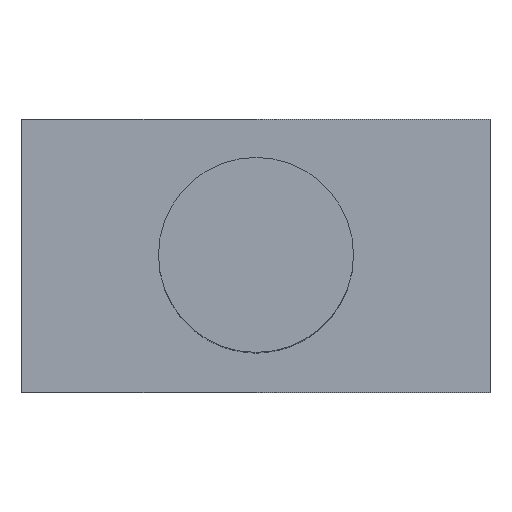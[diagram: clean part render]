
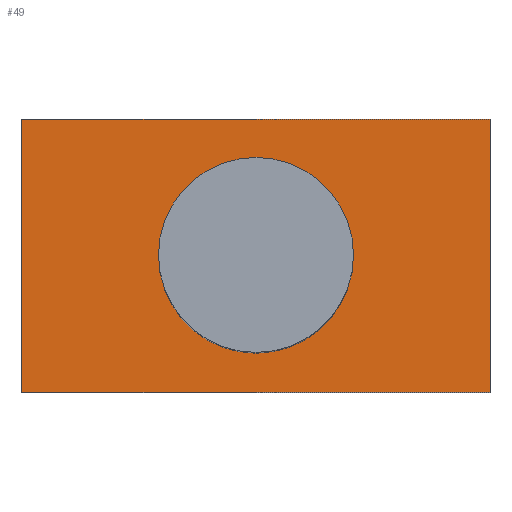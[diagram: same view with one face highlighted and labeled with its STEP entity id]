
A CAD part, top view. The second image highlights one B-rep face of the part: STEP entity #49.
In plain terms, the highlighted planar face has unit normal (0, 0, 1).
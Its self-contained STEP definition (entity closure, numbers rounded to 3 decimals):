
#27=DIRECTION('',(0.,0.,-1.));
#35=VERTEX_POINT('',#36);
#36=CARTESIAN_POINT('',(2.27,0.,6.5));
#42=ORIENTED_EDGE('',*,*,#43,.F.);
#43=EDGE_CURVE('',#35,#35,#44,.T.);
#44=CIRCLE('',#45,1.);
#45=AXIS2_PLACEMENT_3D('',#46,#27,#47);
#46=CARTESIAN_POINT('',(1.27,0.,6.5));
#47=DIRECTION('',(1.,0.,0.));
#49=ADVANCED_FACE('',(#50,#78),#80,.F.);
#50=FACE_BOUND('',#51,.F.);
#51=EDGE_LOOP('',(#52,#61,#68,#75));
#52=ORIENTED_EDGE('',*,*,#53,.F.);
#53=EDGE_CURVE('',#54,#56,#58,.T.);
#54=VERTEX_POINT('',#55);
#55=CARTESIAN_POINT('',(3.67,1.4,6.5));
#56=VERTEX_POINT('',#57);
#57=CARTESIAN_POINT('',(-1.13,1.4,6.5));
#58=LINE('',#55,#59);
#59=VECTOR('',#60,1.);
#60=DIRECTION('',(-1.,0.,0.));
#61=ORIENTED_EDGE('',*,*,#62,.T.);
#62=EDGE_CURVE('',#54,#63,#65,.T.);
#63=VERTEX_POINT('',#64);
#64=CARTESIAN_POINT('',(3.67,-1.4,6.5));
#65=LINE('',#55,#66);
#66=VECTOR('',#67,1.);
#67=DIRECTION('',(0.,-1.,0.));
#68=ORIENTED_EDGE('',*,*,#69,.F.);
#69=EDGE_CURVE('',#70,#63,#72,.T.);
#70=VERTEX_POINT('',#71);
#71=CARTESIAN_POINT('',(-1.13,-1.4,6.5));
#72=LINE('',#71,#73);
#73=VECTOR('',#74,1.);
#74=DIRECTION('',(1.,0.,0.));
#75=ORIENTED_EDGE('',*,*,#76,.F.);
#76=EDGE_CURVE('',#56,#70,#77,.T.);
#77=LINE('',#57,#66);
#78=FACE_BOUND('',#79,.F.);
#79=EDGE_LOOP('',(#42));
#80=PLANE('',#81);
#81=AXIS2_PLACEMENT_3D('',#55,#82,#60);
#82=DIRECTION('',(0.,0.,-1.));
